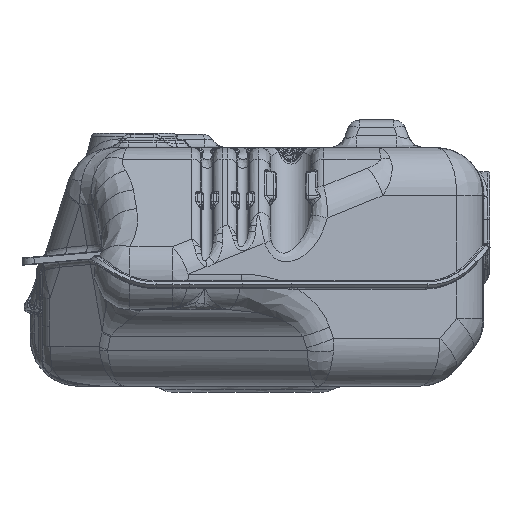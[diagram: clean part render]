
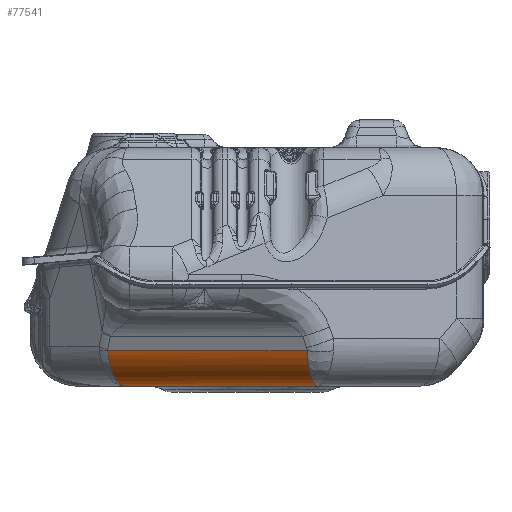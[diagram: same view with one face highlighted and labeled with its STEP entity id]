
A CAD part, front view. The second image highlights one B-rep face of the part: STEP entity #77541.
In plain terms, the highlighted cylindrical face has radius 40 mm (diameter 80 mm), a partial arc.
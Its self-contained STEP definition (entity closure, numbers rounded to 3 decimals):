
#77351=CARTESIAN_POINT('Vertex',(2809.093,-401.043,1.65)) ;
#77423=CARTESIAN_POINT('Control Point',(2809.093,-401.043,1.65)) ;
#77424=CARTESIAN_POINT('Control Point',(2805.257,-410.793,1.65)) ;
#77425=CARTESIAN_POINT('Control Point',(2801.42,-420.547,5.074)) ;
#77426=CARTESIAN_POINT('Control Point',(2798.141,-428.884,11.938)) ;
#77427=CARTESIAN_POINT('Control Point',(2795.934,-434.494,21.179)) ;
#77428=CARTESIAN_POINT('Control Point',(2794.941,-437.018,31.297)) ;
#77429=CARTESIAN_POINT('Vertex',(2794.941,-437.018,31.297)) ;
#77508=CARTESIAN_POINT('Axis2P3D Location',(2891.535,-430.283,41.65)) ;
#77513=CARTESIAN_POINT('Line Origine',(2878.619,-466.698,31.297)) ;
#77517=CARTESIAN_POINT('Vertex',(2962.298,-496.377,31.297)) ;
#77521=CARTESIAN_POINT('Control Point',(2962.298,-496.377,31.297)) ;
#77522=CARTESIAN_POINT('Control Point',(2962.941,-493.721,21.153)) ;
#77523=CARTESIAN_POINT('Control Point',(2964.371,-487.816,11.902)) ;
#77524=CARTESIAN_POINT('Control Point',(2966.497,-479.042,5.056)) ;
#77525=CARTESIAN_POINT('Control Point',(2968.969,-468.836,1.65)) ;
#77526=CARTESIAN_POINT('Control Point',(2971.442,-458.625,1.65)) ;
#77527=CARTESIAN_POINT('Vertex',(2971.442,-458.625,1.65)) ;
#77530=CARTESIAN_POINT('Line Origine',(2891.535,-430.283,1.65)) ;
#77509=DIRECTION('Axis2P3D Direction',(0.942,-0.334,0.)) ;
#77510=DIRECTION('Axis2P3D XDirection',(-0.323,-0.91,-0.259)) ;
#77514=DIRECTION('Vector Direction',(0.942,-0.334,0.)) ;
#77531=DIRECTION('Vector Direction',(0.942,-0.334,0.)) ;
#77511=AXIS2_PLACEMENT_3D('Cylinder Axis2P3D',#77508,#77509,#77510) ;
#77536=ORIENTED_EDGE('',*,*,#77519,.F.) ;
#77537=ORIENTED_EDGE('',*,*,#77529,.F.) ;
#77538=ORIENTED_EDGE('',*,*,#77534,.T.) ;
#77539=ORIENTED_EDGE('',*,*,#77431,.T.) ;
#77515=VECTOR('Line Direction',#77514,1.) ;
#77532=VECTOR('Line Direction',#77531,1.) ;
#77541=ADVANCED_FACE('Join.3',(#77540),#77512,.F.) ;
#77422=B_SPLINE_CURVE_WITH_KNOTS('',5,(#77423,#77424,#77425,#77426,#77427,#77428),.UNSPECIFIED.,.F.,.U.,(6,6),(0.,54.305),.UNSPECIFIED.) ;
#77520=B_SPLINE_CURVE_WITH_KNOTS('',5,(#77521,#77522,#77523,#77524,#77525,#77526),.UNSPECIFIED.,.F.,.U.,(6,6),(0.,75.661),.UNSPECIFIED.) ;
#77512=CYLINDRICAL_SURFACE('generated cylinder',#77511,40.) ;
#77431=EDGE_CURVE('',#77352,#77430,#77422,.T.) ;
#77519=EDGE_CURVE('',#77518,#77430,#77516,.F.) ;
#77529=EDGE_CURVE('',#77528,#77518,#77520,.F.) ;
#77534=EDGE_CURVE('',#77528,#77352,#77533,.F.) ;
#77535=EDGE_LOOP('',(#77536,#77537,#77538,#77539)) ;
#77540=FACE_OUTER_BOUND('',#77535,.T.) ;
#77516=LINE('Line',#77513,#77515) ;
#77533=LINE('Line',#77530,#77532) ;
#77352=VERTEX_POINT('',#77351) ;
#77430=VERTEX_POINT('',#77429) ;
#77518=VERTEX_POINT('',#77517) ;
#77528=VERTEX_POINT('',#77527) ;
